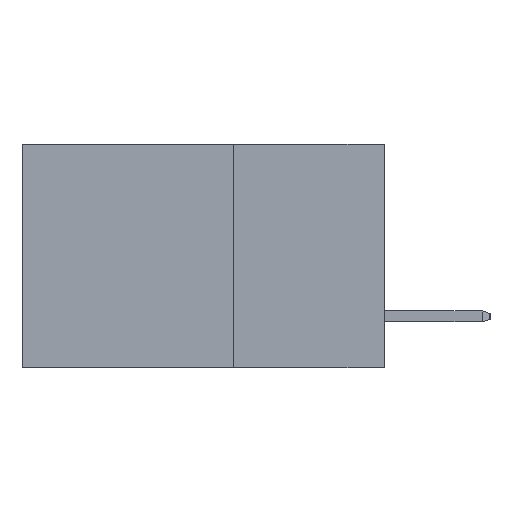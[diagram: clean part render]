
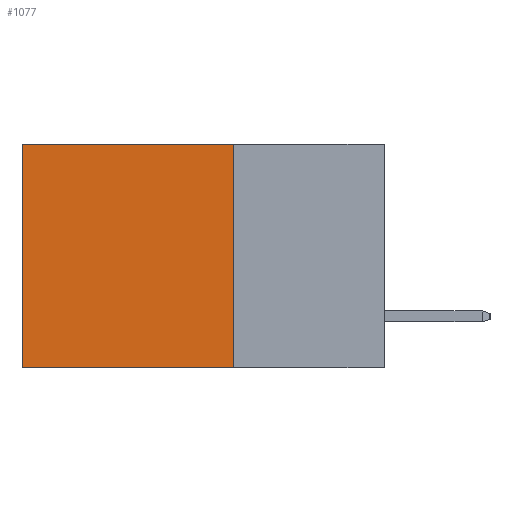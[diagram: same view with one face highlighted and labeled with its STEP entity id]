
A CAD part, left-side view. The second image highlights one B-rep face of the part: STEP entity #1077.
In plain terms, the highlighted planar face has unit normal (-1, 0, 0).
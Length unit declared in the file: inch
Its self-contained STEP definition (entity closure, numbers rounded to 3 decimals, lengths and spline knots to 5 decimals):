
#118 = VECTOR ( 'NONE', #257, 39.37008 ) ;
#257 = DIRECTION ( 'NONE',  ( 0., 0., -1. ) ) ;
#410 = LINE ( 'NONE', #9616, #118 ) ;
#524 = VERTEX_POINT ( 'NONE', #4917 ) ;
#770 = ORIENTED_EDGE ( 'NONE', *, *, #3100, .F. ) ;
#836 = CARTESIAN_POINT ( 'NONE',  ( 0.2615, 0.6, 0. ) ) ;
#965 = VERTEX_POINT ( 'NONE', #5435 ) ;
#1077 = ADVANCED_FACE ( 'NONE', ( #7282 ), #5675, .F. ) ;
#1338 = EDGE_CURVE ( 'NONE', #524, #9109, #2712, .T. ) ;
#1985 = CARTESIAN_POINT ( 'NONE',  ( 0.2615, 0.25, -0.37 ) ) ;
#2390 = VECTOR ( 'NONE', #7573, 39.37008 ) ;
#2712 = LINE ( 'NONE', #7601, #2390 ) ;
#2984 = VECTOR ( 'NONE', #7973, 39.37008 ) ;
#2995 = DIRECTION ( 'NONE',  ( 0., 1., 0. ) ) ;
#3040 = VERTEX_POINT ( 'NONE', #8270 ) ;
#3100 = EDGE_CURVE ( 'NONE', #524, #965, #5377, .T. ) ;
#3188 = ORIENTED_EDGE ( 'NONE', *, *, #7663, .T. ) ;
#3463 = ORIENTED_EDGE ( 'NONE', *, *, #1338, .T. ) ;
#4445 = LINE ( 'NONE', #1985, #10332 ) ;
#4917 = CARTESIAN_POINT ( 'NONE',  ( 0.2615, 0.25, 0. ) ) ;
#5377 = LINE ( 'NONE', #7987, #2984 ) ;
#5435 = CARTESIAN_POINT ( 'NONE',  ( 0.2615, 0.25, -0.37 ) ) ;
#5623 = DIRECTION ( 'NONE',  ( 1., 0., 0. ) ) ;
#5675 = PLANE ( 'NONE',  #8357 ) ;
#5691 = CARTESIAN_POINT ( 'NONE',  ( 0.2615, 0.25, -0.37 ) ) ;
#7282 = FACE_OUTER_BOUND ( 'NONE', #10801, .T. ) ;
#7452 = ORIENTED_EDGE ( 'NONE', *, *, #9187, .F. ) ;
#7573 = DIRECTION ( 'NONE',  ( 0., 1., 0. ) ) ;
#7601 = CARTESIAN_POINT ( 'NONE',  ( 0.2615, 0.25, 0. ) ) ;
#7663 = EDGE_CURVE ( 'NONE', #9109, #3040, #410, .T. ) ;
#7973 = DIRECTION ( 'NONE',  ( 0., 0., -1. ) ) ;
#7987 = CARTESIAN_POINT ( 'NONE',  ( 0.2615, 0.25, -0.37 ) ) ;
#8270 = CARTESIAN_POINT ( 'NONE',  ( 0.2615, 0.6, -0.37 ) ) ;
#8357 = AXIS2_PLACEMENT_3D ( 'NONE', #5691, #5623, #10492 ) ;
#9109 = VERTEX_POINT ( 'NONE', #836 ) ;
#9187 = EDGE_CURVE ( 'NONE', #965, #3040, #4445, .T. ) ;
#9616 = CARTESIAN_POINT ( 'NONE',  ( 0.2615, 0.6, -0.37 ) ) ;
#10332 = VECTOR ( 'NONE', #2995, 39.37008 ) ;
#10492 = DIRECTION ( 'NONE',  ( 0., 0., -1. ) ) ;
#10801 = EDGE_LOOP ( 'NONE', ( #3188, #7452, #770, #3463 ) ) ;
